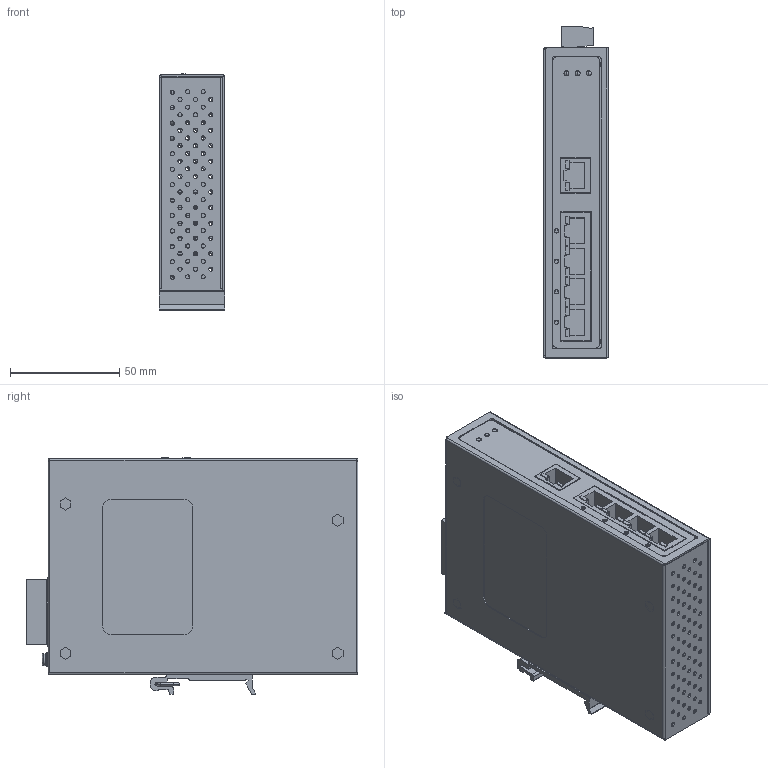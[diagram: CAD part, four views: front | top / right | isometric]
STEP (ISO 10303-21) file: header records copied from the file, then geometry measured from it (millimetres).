
FILE_DESCRIPTION (( 'STEP AP214' ), '1' );
FILE_NAME ('LEONTON_EG2-0800_3D sr1 solid but 16 bad faces1 extTB1ac coord pre CASE MOD for PT2-0500 1aCd cmb1Cc CASE ONLY mm coord fxt.STEP', '2023-07-19T14:48:39', ( '' ), ( '' ), 'SwSTEP 2.0', 'SolidWorks 2021', '' );
FILE_SCHEMA (( 'AUTOMOTIVE_DESIGN' ));
Length unit declared in the file: inch
Products named in the file (1): LEONTON_EG2-0800_3D sr1 solid but 16 bad faces1 extTB1ac coord pre CASE MOD for PT2-0500 1aCd cmb1Cc CASE ONLY mm coord fxt
Bounding box: 30 x 152.14 x 108.23 mm (x, y, z)
Volume: 64277.6 mm3; surface area: 107558 mm2
Topology: 37 solids, 41 shells, 2088 faces, 5366 edges, 3402 vertices
Faces by surface type: plane 1040, cylinder 788, cone 126, bspline 110, torus 18, sphere 6
Entity records: 69027 total; most frequent: CARTESIAN_POINT 17136, DIRECTION 10760, ORIENTED_EDGE 10598, EDGE_CURVE 5299, AXIS2_PLACEMENT_3D 3775, VERTEX_POINT 3398, VECTOR 3210, LINE 3210
